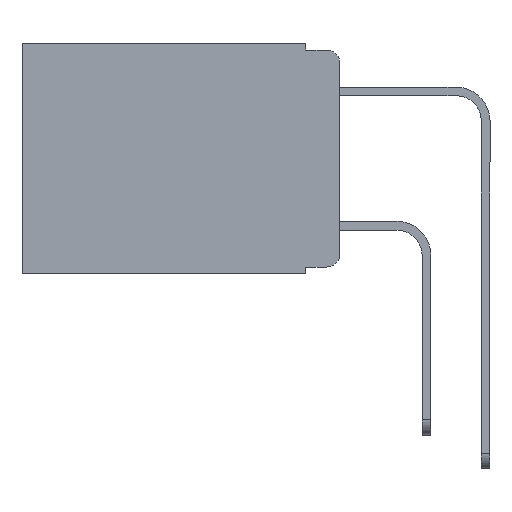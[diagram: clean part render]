
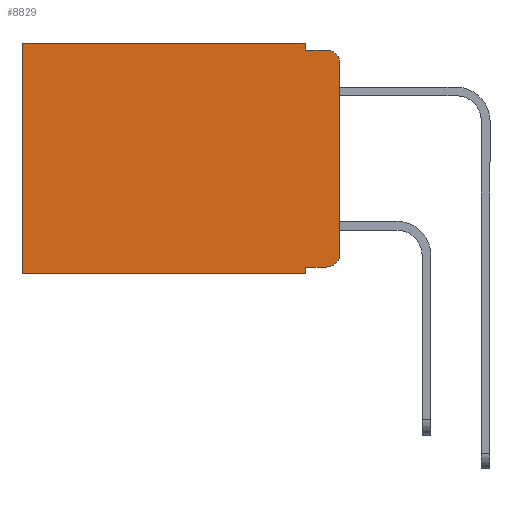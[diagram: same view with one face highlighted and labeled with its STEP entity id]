
A CAD part, left-side view. The second image highlights one B-rep face of the part: STEP entity #8829.
In plain terms, the highlighted planar face has unit normal (-1, 0, 0).
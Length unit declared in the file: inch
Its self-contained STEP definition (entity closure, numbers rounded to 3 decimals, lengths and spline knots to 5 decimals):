
#107 = VERTEX_POINT ( 'NONE', #13230 ) ;
#358 = VERTEX_POINT ( 'NONE', #10109 ) ;
#575 = DIRECTION ( 'NONE',  ( 0., 0., -1. ) ) ;
#631 = FACE_OUTER_BOUND ( 'NONE', #8140, .T. ) ;
#904 = AXIS2_PLACEMENT_3D ( 'NONE', #3922, #8503, #981 ) ;
#981 = DIRECTION ( 'NONE',  ( 0., 0., -1. ) ) ;
#1072 = LINE ( 'NONE', #9538, #8969 ) ;
#1101 = CARTESIAN_POINT ( 'NONE',  ( 0.298, 0.02, -0.333 ) ) ;
#1332 = VECTOR ( 'NONE', #9484, 39.37008 ) ;
#1452 = VECTOR ( 'NONE', #13473, 39.37008 ) ;
#1798 = LINE ( 'NONE', #10498, #1452 ) ;
#1916 = EDGE_CURVE ( 'NONE', #8137, #6127, #7721, .T. ) ;
#2138 = VECTOR ( 'NONE', #4692, 39.37008 ) ;
#2160 = CARTESIAN_POINT ( 'NONE',  ( 0.298, 0., 0. ) ) ;
#2237 = EDGE_CURVE ( 'NONE', #8473, #7979, #12121, .T. ) ;
#2814 = CARTESIAN_POINT ( 'NONE',  ( 0.298, 0.051, -0.01 ) ) ;
#3006 = CARTESIAN_POINT ( 'NONE',  ( 0.298, 0.473, 0. ) ) ;
#3276 = DIRECTION ( 'NONE',  ( 0., 0., -1. ) ) ;
#3511 = VERTEX_POINT ( 'NONE', #5528 ) ;
#3554 = EDGE_CURVE ( 'NONE', #7979, #107, #10602, .T. ) ;
#3730 = CARTESIAN_POINT ( 'NONE',  ( 0.298, 0.02, -0.03 ) ) ;
#3753 = VECTOR ( 'NONE', #6029, 39.37008 ) ;
#3922 = CARTESIAN_POINT ( 'NONE',  ( 0.298, 0.02, -0.313 ) ) ;
#4263 = VECTOR ( 'NONE', #4999, 39.37008 ) ;
#4305 = ORIENTED_EDGE ( 'NONE', *, *, #5582, .F. ) ;
#4692 = DIRECTION ( 'NONE',  ( 0., 0., -1. ) ) ;
#4842 = DIRECTION ( 'NONE',  ( 0., 0., -1. ) ) ;
#4999 = DIRECTION ( 'NONE',  ( 0., -1., 0. ) ) ;
#5528 = CARTESIAN_POINT ( 'NONE',  ( 0.298, 0.051, -0.333 ) ) ;
#5580 = ORIENTED_EDGE ( 'NONE', *, *, #1916, .T. ) ;
#5582 = EDGE_CURVE ( 'NONE', #8473, #7372, #1072, .T. ) ;
#5603 = CARTESIAN_POINT ( 'NONE',  ( 0.298, 0., 0. ) ) ;
#6029 = DIRECTION ( 'NONE',  ( 0., 0., -1. ) ) ;
#6127 = VERTEX_POINT ( 'NONE', #9251 ) ;
#6317 = LINE ( 'NONE', #12080, #3753 ) ;
#6346 = CIRCLE ( 'NONE', #8782, 0.02 ) ;
#6369 = CARTESIAN_POINT ( 'NONE',  ( 0.298, 0.473, 0. ) ) ;
#6658 = ORIENTED_EDGE ( 'NONE', *, *, #11146, .F. ) ;
#6741 = VECTOR ( 'NONE', #13049, 39.37008 ) ;
#7339 = ORIENTED_EDGE ( 'NONE', *, *, #12843, .F. ) ;
#7372 = VERTEX_POINT ( 'NONE', #2814 ) ;
#7721 = CIRCLE ( 'NONE', #904, 0.02 ) ;
#7979 = VERTEX_POINT ( 'NONE', #3006 ) ;
#8004 = VERTEX_POINT ( 'NONE', #13429 ) ;
#8137 = VERTEX_POINT ( 'NONE', #1101 ) ;
#8140 = EDGE_LOOP ( 'NONE', ( #6658, #12943, #7339, #4305, #9651, #9488, #13017, #12285, #13216, #5580 ) ) ;
#8155 = CARTESIAN_POINT ( 'NONE',  ( 0.298, 0.051, -0.333 ) ) ;
#8398 = EDGE_CURVE ( 'NONE', #3511, #13013, #6317, .T. ) ;
#8417 = LINE ( 'NONE', #11355, #13406 ) ;
#8473 = VERTEX_POINT ( 'NONE', #11053 ) ;
#8483 = CARTESIAN_POINT ( 'NONE',  ( 0.298, 0., -0.343 ) ) ;
#8503 = DIRECTION ( 'NONE',  ( -1., 0., 0. ) ) ;
#8760 = EDGE_CURVE ( 'NONE', #13013, #107, #9826, .T. ) ;
#8782 = AXIS2_PLACEMENT_3D ( 'NONE', #3730, #11038, #4842 ) ;
#8829 = ADVANCED_FACE ( 'NONE', ( #631 ), #10599, .F. ) ;
#8969 = VECTOR ( 'NONE', #575, 39.37008 ) ;
#9086 = EDGE_CURVE ( 'NONE', #8004, #358, #6346, .T. ) ;
#9251 = CARTESIAN_POINT ( 'NONE',  ( 0.298, 0., -0.313 ) ) ;
#9484 = DIRECTION ( 'NONE',  ( 0., 1., 0. ) ) ;
#9488 = ORIENTED_EDGE ( 'NONE', *, *, #3554, .T. ) ;
#9538 = CARTESIAN_POINT ( 'NONE',  ( 0.298, 0.051, 0. ) ) ;
#9614 = DIRECTION ( 'NONE',  ( 1., 0., 0. ) ) ;
#9651 = ORIENTED_EDGE ( 'NONE', *, *, #2237, .T. ) ;
#9826 = LINE ( 'NONE', #8483, #1332 ) ;
#10109 = CARTESIAN_POINT ( 'NONE',  ( 0.298, 0.02, -0.01 ) ) ;
#10428 = LINE ( 'NONE', #8155, #4263 ) ;
#10498 = CARTESIAN_POINT ( 'NONE',  ( 0.298, 0., 0. ) ) ;
#10599 = PLANE ( 'NONE',  #11722 ) ;
#10602 = LINE ( 'NONE', #6369, #2138 ) ;
#10910 = EDGE_CURVE ( 'NONE', #3511, #8137, #10428, .T. ) ;
#11038 = DIRECTION ( 'NONE',  ( -1., 0., 0. ) ) ;
#11053 = CARTESIAN_POINT ( 'NONE',  ( 0.298, 0.051, 0. ) ) ;
#11146 = EDGE_CURVE ( 'NONE', #8004, #6127, #1798, .T. ) ;
#11355 = CARTESIAN_POINT ( 'NONE',  ( 0.298, 0.051, -0.01 ) ) ;
#11722 = AXIS2_PLACEMENT_3D ( 'NONE', #2160, #9614, #3276 ) ;
#12080 = CARTESIAN_POINT ( 'NONE',  ( 0.298, 0.051, 0. ) ) ;
#12121 = LINE ( 'NONE', #5603, #6741 ) ;
#12285 = ORIENTED_EDGE ( 'NONE', *, *, #8398, .F. ) ;
#12354 = DIRECTION ( 'NONE',  ( 0., -1., 0. ) ) ;
#12610 = CARTESIAN_POINT ( 'NONE',  ( 0.298, 0.051, -0.343 ) ) ;
#12843 = EDGE_CURVE ( 'NONE', #7372, #358, #8417, .T. ) ;
#12943 = ORIENTED_EDGE ( 'NONE', *, *, #9086, .T. ) ;
#13013 = VERTEX_POINT ( 'NONE', #12610 ) ;
#13017 = ORIENTED_EDGE ( 'NONE', *, *, #8760, .F. ) ;
#13049 = DIRECTION ( 'NONE',  ( 0., 1., 0. ) ) ;
#13216 = ORIENTED_EDGE ( 'NONE', *, *, #10910, .T. ) ;
#13230 = CARTESIAN_POINT ( 'NONE',  ( 0.298, 0.473, -0.343 ) ) ;
#13406 = VECTOR ( 'NONE', #12354, 39.37008 ) ;
#13429 = CARTESIAN_POINT ( 'NONE',  ( 0.298, 0., -0.03 ) ) ;
#13473 = DIRECTION ( 'NONE',  ( 0., 0., -1. ) ) ;
